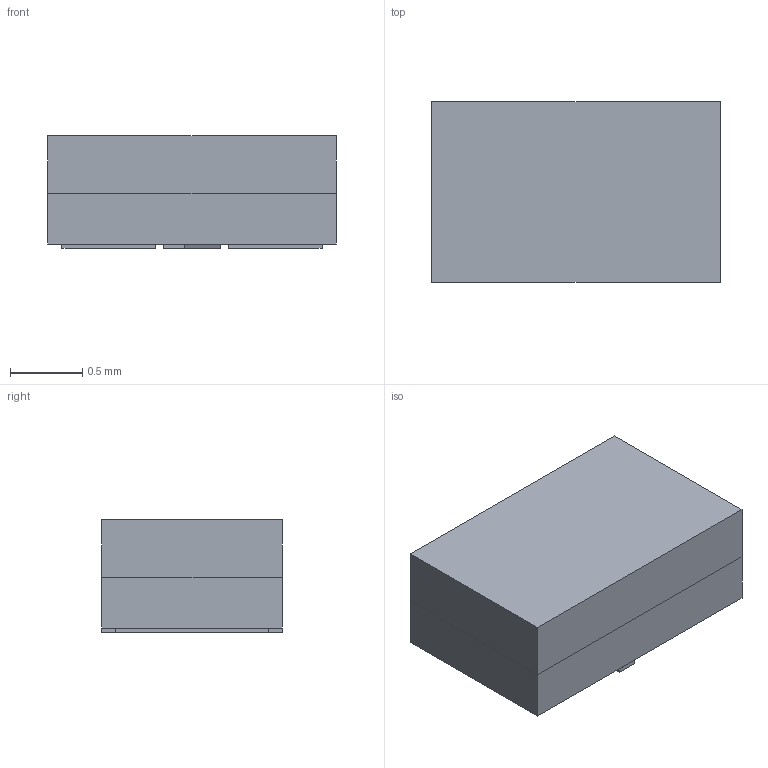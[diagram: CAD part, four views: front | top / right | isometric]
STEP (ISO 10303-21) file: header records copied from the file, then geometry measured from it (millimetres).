
FILE_DESCRIPTION(/* description */ (''),/* implementation_level */ '2;1');
FILE_NAME(/* name */ 'LED-0805.step',/* time_stamp */ '2021-08-31T11:21:36-04:00',/* author */ (''),/* organization */ (''),/* preprocessor_version */ 'ST-DEVELOPER v18.1',/* originating_system */ 'Autodesk Translation Framework v10.10.0.1391',/* authorisation */ '');
FILE_SCHEMA (('AUTOMOTIVE_DESIGN { 1 0 10303 214 3 1 1 }'));
Length unit declared in the file: millimetre
Products named in the file (1): LED-0805
Bounding box: 2 x 1.25 x 0.78 mm (x, y, z)
Volume: 0 mm3; surface area: 18.4 mm2
Topology: 4 solids, 8 shells, 35 faces, 77 edges, 54 vertices
Faces by surface type: plane 35
Entity records: 1031 total; most frequent: CARTESIAN_POINT 167, DIRECTION 149, ORIENTED_EDGE 138, LINE 77, VECTOR 77, EDGE_CURVE 77, VERTEX_POINT 54, AXIS2_PLACEMENT_3D 36
